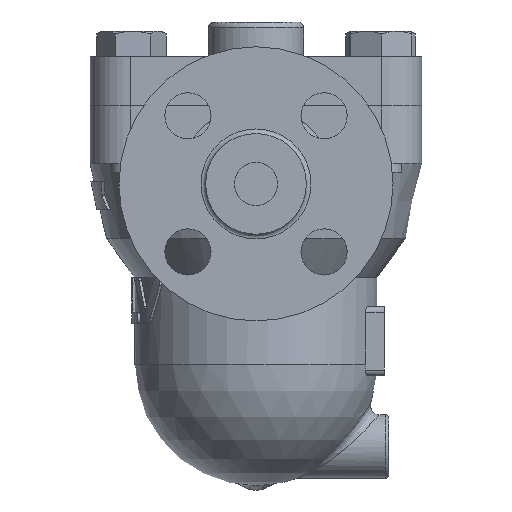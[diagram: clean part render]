
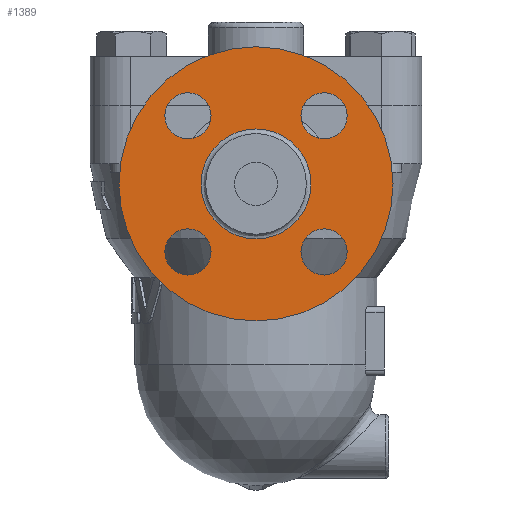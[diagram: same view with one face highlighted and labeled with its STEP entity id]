
A CAD part, left-side view. The second image highlights one B-rep face of the part: STEP entity #1389.
In plain terms, the highlighted planar face has unit normal (-1, 0, 0).
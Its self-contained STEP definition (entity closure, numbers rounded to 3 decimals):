
#1303=CARTESIAN_POINT('',(-107.9,0.,-7.95));
#1304=VERTEX_POINT('',#1303);
#1305=CARTESIAN_POINT('',(-107.9,0.0,-27.));
#1306=DIRECTION('',(-1.0,0.0,0.0));
#1307=DIRECTION('',(0.0,0.0,-1.0));
#1308=AXIS2_PLACEMENT_3D('',#1305,#1306,#1307);
#1309=CIRCLE('',#1308,19.05);
#1310=EDGE_CURVE('',#1304,#1304,#1309,.T.);
#1326=CARTESIAN_POINT('',(-107.9,0.0,5.475));
#1327=DIRECTION('',(-1.0,0.0,0.0));
#1328=DIRECTION('',(0.0,0.0,1.0));
#1329=AXIS2_PLACEMENT_3D('',#1326,#1327,#1328);
#1330=PLANE('',#1329);
#1331=CARTESIAN_POINT('',(-107.9,0.0,20.5));
#1332=VERTEX_POINT('',#1331);
#1333=CARTESIAN_POINT('',(-107.9,0.0,-27.));
#1334=DIRECTION('',(-1.0,0.0,0.0));
#1335=DIRECTION('',(0.0,0.0,1.0));
#1336=AXIS2_PLACEMENT_3D('',#1333,#1334,#1335);
#1337=CIRCLE('',#1336,47.5);
#1338=EDGE_CURVE('',#1332,#1332,#1337,.T.);
#1339=ORIENTED_EDGE('',*,*,#1338,.T.);
#1340=EDGE_LOOP('',(#1339));
#1341=FACE_OUTER_BOUND('',#1340,.T.);
#1342=CARTESIAN_POINT('',(-107.9,-23.582,4.582));
#1343=VERTEX_POINT('',#1342);
#1344=CARTESIAN_POINT('',(-107.9,-23.582,-3.418));
#1345=DIRECTION('',(1.0,0.0,0.0));
#1346=DIRECTION('',(0.0,0.0,1.0));
#1347=AXIS2_PLACEMENT_3D('',#1344,#1345,#1346);
#1348=CIRCLE('',#1347,8.0);
#1349=EDGE_CURVE('',#1343,#1343,#1348,.T.);
#1350=ORIENTED_EDGE('',*,*,#1349,.T.);
#1351=EDGE_LOOP('',(#1350));
#1352=FACE_BOUND('',#1351,.T.);
#1353=CARTESIAN_POINT('',(-107.9,31.582,-3.418));
#1354=VERTEX_POINT('',#1353);
#1355=CARTESIAN_POINT('',(-107.9,23.582,-3.418));
#1356=DIRECTION('',(1.0,0.0,0.0));
#1357=DIRECTION('',(0.0,1.0,0.0));
#1358=AXIS2_PLACEMENT_3D('',#1355,#1356,#1357);
#1359=CIRCLE('',#1358,8.0);
#1360=EDGE_CURVE('',#1354,#1354,#1359,.T.);
#1361=ORIENTED_EDGE('',*,*,#1360,.T.);
#1362=EDGE_LOOP('',(#1361));
#1363=FACE_BOUND('',#1362,.T.);
#1364=CARTESIAN_POINT('',(-107.9,23.582,-58.582));
#1365=VERTEX_POINT('',#1364);
#1366=CARTESIAN_POINT('',(-107.9,23.582,-50.582));
#1367=DIRECTION('',(1.0,0.0,0.0));
#1368=DIRECTION('',(0.0,0.0,-1.0));
#1369=AXIS2_PLACEMENT_3D('',#1366,#1367,#1368);
#1370=CIRCLE('',#1369,8.0);
#1371=EDGE_CURVE('',#1365,#1365,#1370,.T.);
#1372=ORIENTED_EDGE('',*,*,#1371,.T.);
#1373=EDGE_LOOP('',(#1372));
#1374=FACE_BOUND('',#1373,.T.);
#1375=CARTESIAN_POINT('',(-107.9,-31.582,-50.582));
#1376=VERTEX_POINT('',#1375);
#1377=CARTESIAN_POINT('',(-107.9,-23.582,-50.582));
#1378=DIRECTION('',(1.0,0.0,0.0));
#1379=DIRECTION('',(0.0,-1.0,0.0));
#1380=AXIS2_PLACEMENT_3D('',#1377,#1378,#1379);
#1381=CIRCLE('',#1380,8.0);
#1382=EDGE_CURVE('',#1376,#1376,#1381,.T.);
#1383=ORIENTED_EDGE('',*,*,#1382,.T.);
#1384=EDGE_LOOP('',(#1383));
#1385=FACE_BOUND('',#1384,.T.);
#1386=ORIENTED_EDGE('',*,*,#1310,.F.);
#1387=EDGE_LOOP('',(#1386));
#1388=FACE_BOUND('',#1387,.T.);
#1389=ADVANCED_FACE('',(#1341,#1352,#1363,#1374,#1385,#1388),#1330,.T.);
